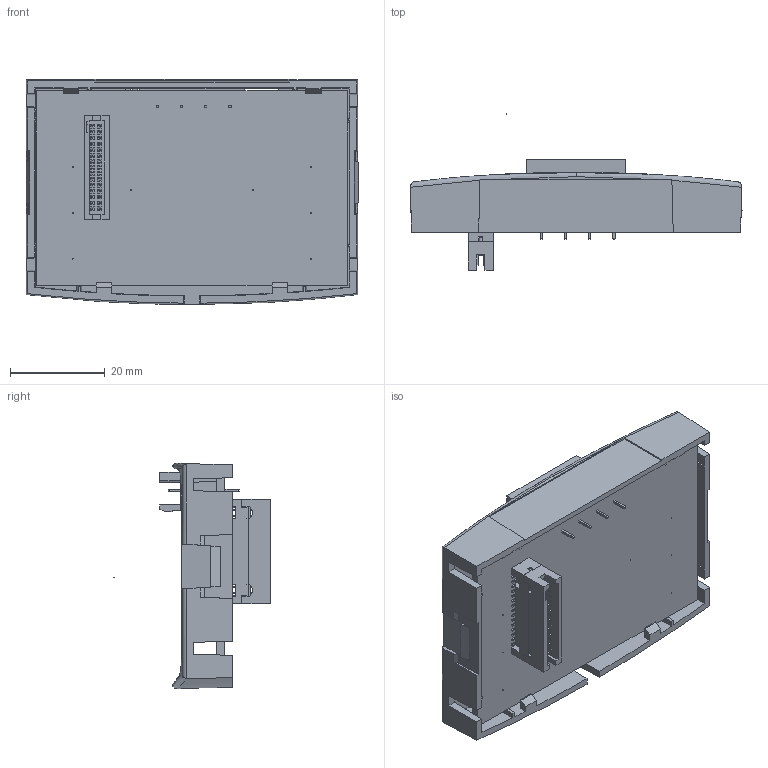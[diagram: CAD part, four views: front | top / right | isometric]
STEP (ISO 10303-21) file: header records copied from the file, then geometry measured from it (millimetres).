
FILE_DESCRIPTION (( 'STEP AP214' ), '1' );
FILE_NAME ('SSW07-KRS-485 b1.STEP', '2019-10-07T20:04:13', ( '' ), ( '' ), 'SwSTEP 2.0', 'SolidWorks 2017', '' );
FILE_SCHEMA (( 'AUTOMOTIVE_DESIGN' ));
Length unit declared in the file: inch
Products named in the file (1): SSW07-KRS-485 b1
Bounding box: 69.95 x 33 x 47.45 mm (x, y, z)
Volume: 12813.3 mm3; surface area: 24296.3 mm2
Topology: 11 solids, 11 shells, 1881 faces, 5140 edges, 3318 vertices
Faces by surface type: plane 1460, bspline 264, cylinder 137, cone 20
Entity records: 74425 total; most frequent: CARTESIAN_POINT 24866, ORIENTED_EDGE 10280, DIRECTION 8111, EDGE_CURVE 5140, LINE 4261, VECTOR 4261, VERTEX_POINT 3318, EDGE_LOOP 2122
